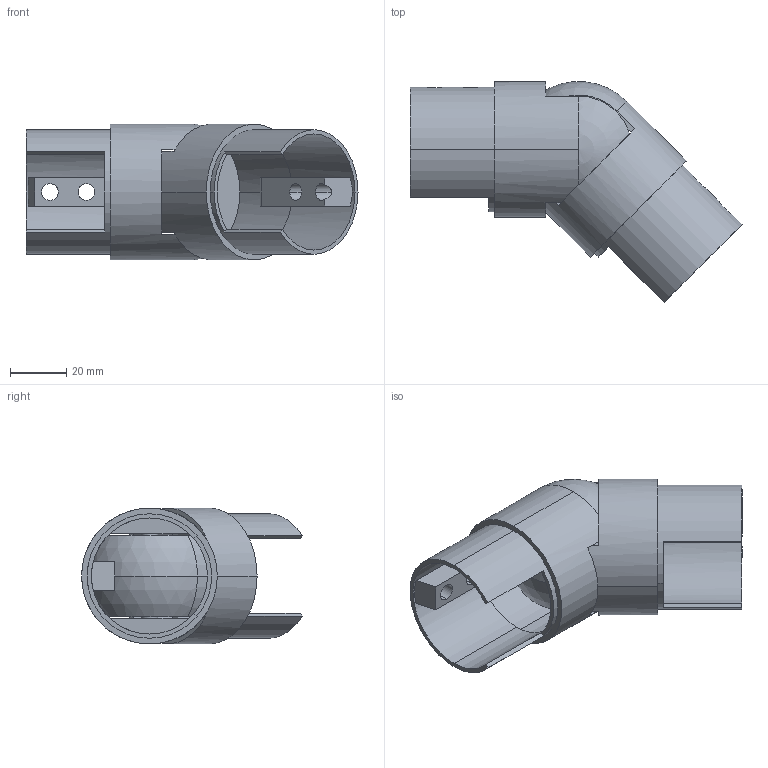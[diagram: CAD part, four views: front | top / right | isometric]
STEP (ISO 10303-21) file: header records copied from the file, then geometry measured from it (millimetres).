
FILE_DESCRIPTION (( 'STEP AP203' ), '1' );
FILE_NAME ('3D_GN6034_48.3_188461730.STEP', '2024-11-14T11:53:36', ( '' ), ( '' ), 'SwSTEP 2.0', 'SolidWorks 2023', '' );
FILE_SCHEMA (( 'CONFIG_CONTROL_DESIGN' ));
Length unit declared in the file: millimetre
Products named in the file (1): 3D_GN6034_48.3_188461730
Bounding box: 118.09 x 78.57 x 48.3 mm (x, y, z)
Volume: 59366.2 mm3; surface area: 38912.9 mm2
Topology: 1 solids, 1 shells, 75 faces, 243 edges, 157 vertices
Faces by surface type: plane 37, cylinder 26, bspline 8, sphere 4
Entity records: 8164 total; most frequent: CARTESIAN_POINT 5966, ORIENTED_EDGE 482, DIRECTION 421, EDGE_CURVE 241, VERTEX_POINT 157, AXIS2_PLACEMENT_3D 152, LINE 117, VECTOR 117
